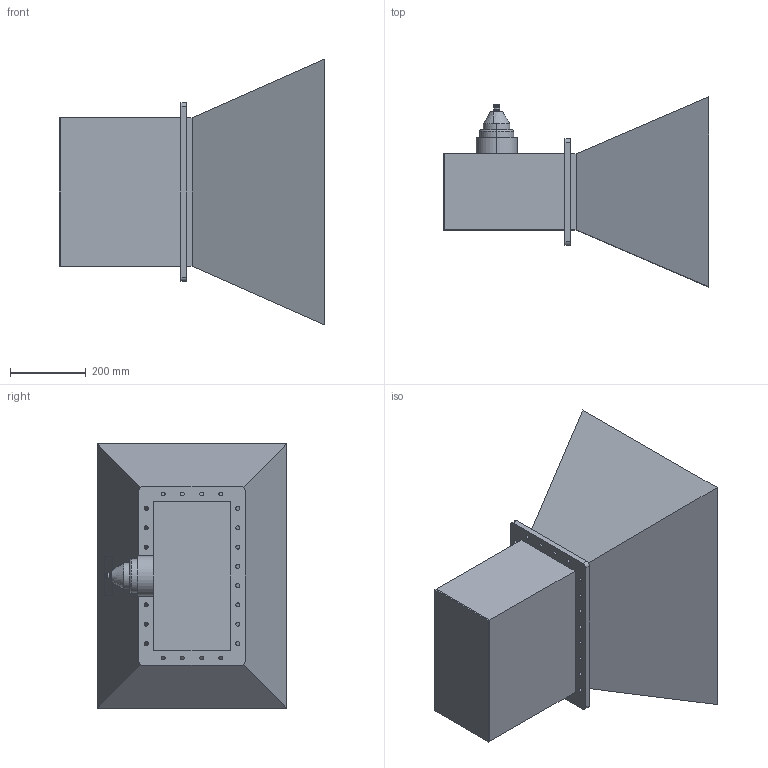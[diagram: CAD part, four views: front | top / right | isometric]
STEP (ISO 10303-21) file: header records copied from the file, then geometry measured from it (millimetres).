
FILE_DESCRIPTION (( 'STEP AP214' ), '1' );
FILE_NAME ('FMWAN1500-10NF_3D.step', '2023-04-25T20:51:39', ( '' ), ( '' ), 'SwSTEP 2.0', 'SolidWorks 2022', '' );
FILE_SCHEMA (( 'AUTOMOTIVE_DESIGN' ));
Length unit declared in the file: inch
Products named in the file (6): FMWAN1500-10NF_3D; ANF-1304^FMWAN1500-10NF; Copy of ANF-1304-MA3^ANF-1304_FMWAN1500-10NF; FMWAN1500-10NF^FMWAN1500-10NF; Copy of ANF-1304-MA2^ANF-1304_FMWAN1500-10NF; Copy of ANF-1304-MA1^ANF-1304_FMWAN1500-10NF
Assembly tree (5 placements, depth 3):
  FMWAN1500-10NF_3D
    FMWAN1500-10NF^FMWAN1500-10NF
    ANF-1304^FMWAN1500-10NF
      Copy of ANF-1304-MA1^ANF-1304_FMWAN1500-10NF
      Copy of ANF-1304-MA2^ANF-1304_FMWAN1500-10NF
      Copy of ANF-1304-MA3^ANF-1304_FMWAN1500-10NF
Bounding box: 700 x 500 x 700 mm (x, y, z)
Volume: 10228673.8 mm3; surface area: 2607592.5 mm2
Topology: 6 solids, 6 shells, 211 faces, 502 edges, 316 vertices
Faces by surface type: cylinder 90, plane 75, cone 42, torus 2, bspline 2
Entity records: 6502 total; most frequent: DIRECTION 1148, CARTESIAN_POINT 1134, ORIENTED_EDGE 996, EDGE_CURVE 498, AXIS2_PLACEMENT_3D 458, VERTEX_POINT 316, EDGE_LOOP 276, CIRCLE 240
